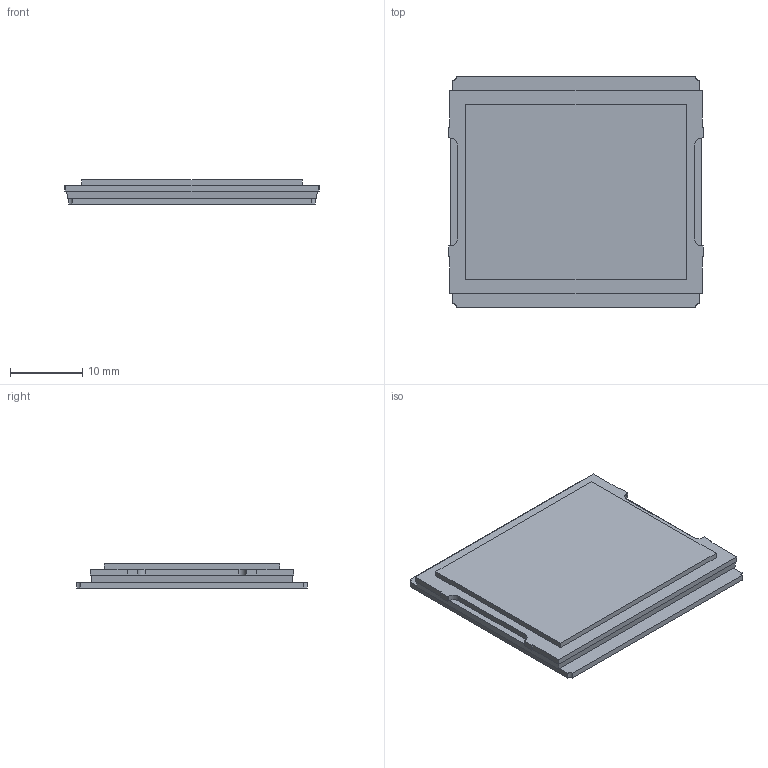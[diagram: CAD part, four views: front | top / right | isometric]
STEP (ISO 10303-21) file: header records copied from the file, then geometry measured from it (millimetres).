
FILE_DESCRIPTION(/* description */ (''),/* implementation_level */ '2;1');
FILE_NAME(/* name */ 'Untitled.step',/* time_stamp */ '2025-07-12T03:08:15-07:00',/* author */ (''),/* organization */ (''),/* preprocessor_version */ 'ST-DEVELOPER v20.1',/* originating_system */ 'Autodesk Translation Framework v14.10.0.0',/* authorisation */ '');
FILE_SCHEMA (('AUTOMOTIVE_DESIGN { 1 0 10303 214 3 1 1 }'));
Length unit declared in the file: millimetre
Products named in the file (1): (Unsaved)
Bounding box: 35.4 x 32 x 3.36 mm (x, y, z)
Volume: 2479.1 mm3; surface area: 6939.2 mm2
Topology: 5 solids, 5 shells, 62 faces, 156 edges, 104 vertices
Faces by surface type: plane 54, cylinder 8
Entity records: 1902 total; most frequent: CARTESIAN_POINT 323, ORIENTED_EDGE 312, DIRECTION 298, EDGE_CURVE 156, LINE 140, VECTOR 140, VERTEX_POINT 104, AXIS2_PLACEMENT_3D 79
